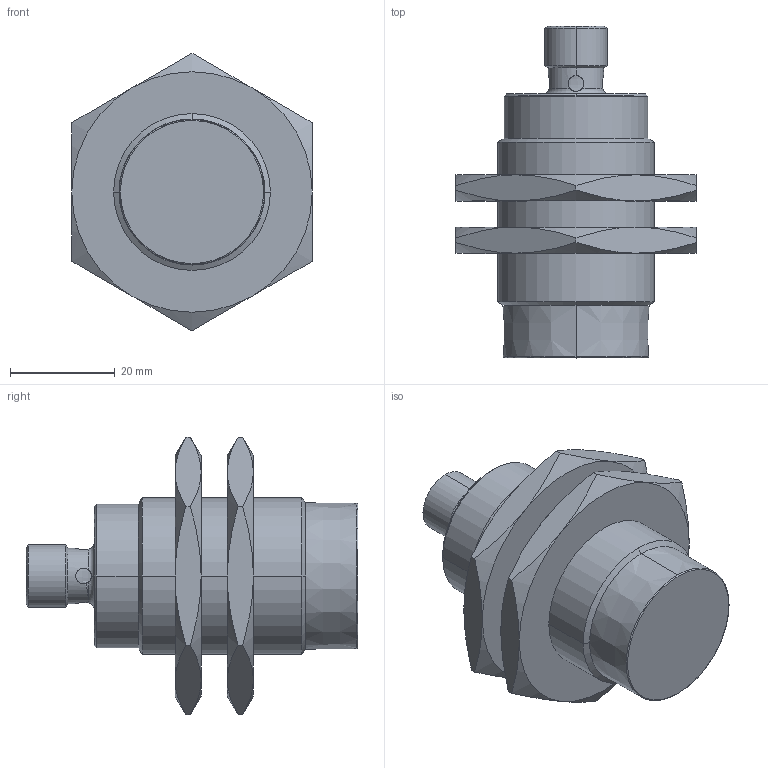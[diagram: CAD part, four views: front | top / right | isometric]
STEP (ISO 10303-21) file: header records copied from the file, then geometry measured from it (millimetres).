
FILE_DESCRIPTION (( 'STEP AP214' ), '1' );
FILE_NAME ('RLH-M30PA-NIS.STEP', '2022-01-20T11:21:17', ( '' ), ( '' ), 'SwSTEP 2.0', 'SolidWorks 2021', '' );
FILE_SCHEMA (( 'AUTOMOTIVE_DESIGN' ));
Length unit declared in the file: millimetre
Products named in the file (1): RLH-M30PA-NIS
Bounding box: 46 x 63.5 x 53.12 mm (x, y, z)
Volume: 46554.9 mm3; surface area: 13697.4 mm2
Topology: 3 solids, 3 shells, 135 faces, 311 edges, 184 vertices
Faces by surface type: cone 50, cylinder 41, plane 25, torus 7, bspline 6, sphere 6
Entity records: 4656 total; most frequent: CARTESIAN_POINT 1734, ORIENTED_EDGE 602, DIRECTION 581, EDGE_CURVE 301, AXIS2_PLACEMENT_3D 249, VERTEX_POINT 180, EDGE_LOOP 147, FACE_OUTER_BOUND 135
